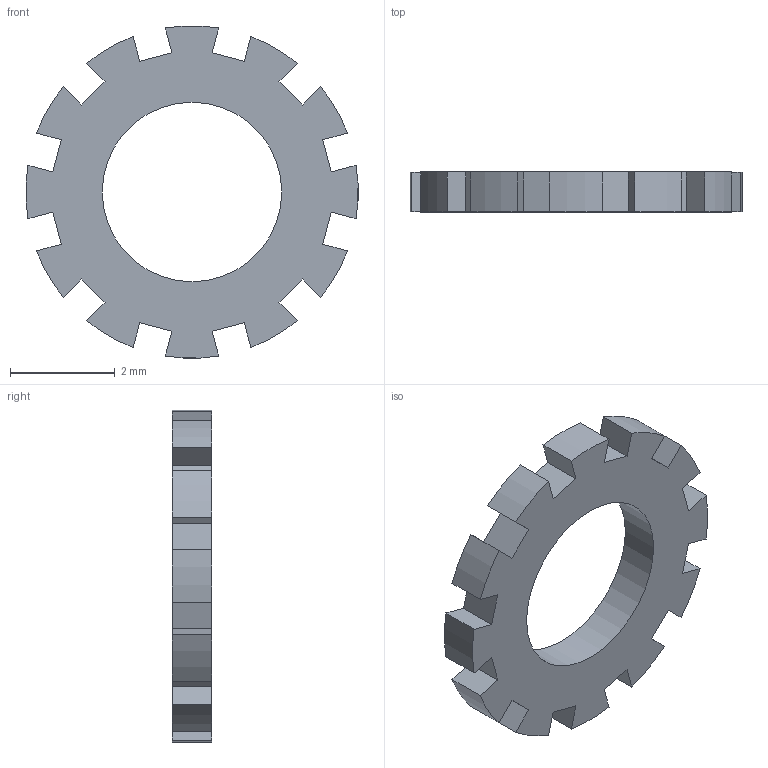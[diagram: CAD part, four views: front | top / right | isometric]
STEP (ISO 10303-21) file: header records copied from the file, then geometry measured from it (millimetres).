
FILE_DESCRIPTION(/* description */ (''),/* implementation_level */ '2;1');
FILE_NAME(/* name */ '305-12-0006.ipt.step',/* time_stamp */ '2014-01-07T11:19:00-08:00',/* author */ ('Philip'),/* organization */ (''),/* preprocessor_version */ 'ST-DEVELOPER v15.2',/* originating_system */ 'Autodesk Inventor 2014',/* authorisation */ '');
FILE_SCHEMA (('AUTOMOTIVE_DESIGN { 1 0 10303 214 3 1 1 }'));
Length unit declared in the file: inch
Products named in the file (1): 305-12-0006
Bounding box: 6.34 x 0.76 x 6.34 mm (x, y, z)
Volume: 14.2 mm3; surface area: 69.6 mm2
Topology: 1 solids, 1 shells, 51 faces, 147 edges, 98 vertices
Faces by surface type: plane 38, cylinder 13
Full cylindrical faces by diameter (mm): 3.429 x1
Entity records: 1689 total; most frequent: CARTESIAN_POINT 296, ORIENTED_EDGE 292, DIRECTION 276, EDGE_CURVE 146, LINE 120, VECTOR 120, VERTEX_POINT 98, AXIS2_PLACEMENT_3D 78
